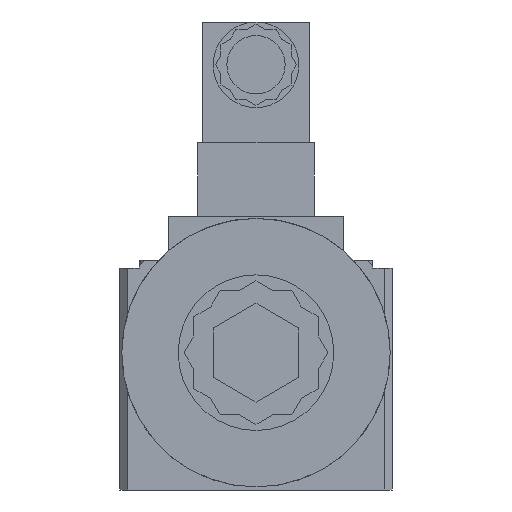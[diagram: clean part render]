
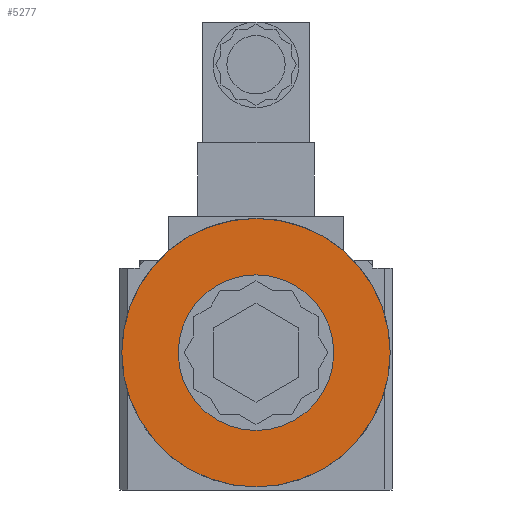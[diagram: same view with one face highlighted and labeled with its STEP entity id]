
A CAD part, left-side view. The second image highlights one B-rep face of the part: STEP entity #5277.
In plain terms, the highlighted planar face has unit normal (-1, 0, 0).
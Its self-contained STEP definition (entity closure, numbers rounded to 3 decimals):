
#366 = ORIENTED_EDGE ( 'NONE', *, *, #14564, .F. ) ;
#2785 = CARTESIAN_POINT ( 'NONE',  ( -116.6, 0., 5.8 ) ) ;
#2874 = EDGE_LOOP ( 'NONE', ( #7541, #366 ) ) ;
#3546 = FACE_BOUND ( 'NONE', #2874, .T. ) ;
#3702 = FACE_OUTER_BOUND ( 'NONE', #13178, .T. ) ;
#5045 = EDGE_CURVE ( 'NONE', #21530, #10750, #17967, .T. ) ;
#5173 = DIRECTION ( 'NONE',  ( -1., 0., 0. ) ) ;
#5277 = ADVANCED_FACE ( 'NONE', ( #3702, #3546 ), #10308, .T. ) ;
#6780 = DIRECTION ( 'NONE',  ( 0., 0., 1. ) ) ;
#7525 = VERTEX_POINT ( 'NONE', #7533 ) ;
#7533 = CARTESIAN_POINT ( 'NONE',  ( -116.6, 0., -28.7 ) ) ;
#7541 = ORIENTED_EDGE ( 'NONE', *, *, #5045, .F. ) ;
#8235 = AXIS2_PLACEMENT_3D ( 'NONE', #11913, #5173, #14127 ) ;
#8756 = CIRCLE ( 'NONE', #20053, 34.5 ) ;
#9530 = DIRECTION ( 'NONE',  ( -1., 0., 0. ) ) ;
#10308 = PLANE ( 'NONE',  #14152 ) ;
#10579 = DIRECTION ( 'NONE',  ( 0., 1., 0. ) ) ;
#10750 = VERTEX_POINT ( 'NONE', #17045 ) ;
#11738 = EDGE_CURVE ( 'NONE', #7525, #28963, #28284, .T. ) ;
#11913 = CARTESIAN_POINT ( 'NONE',  ( -116.6, 0., 5.8 ) ) ;
#13178 = EDGE_LOOP ( 'NONE', ( #16996, #18126 ) ) ;
#13691 = AXIS2_PLACEMENT_3D ( 'NONE', #17670, #16062, #6780 ) ;
#14127 = DIRECTION ( 'NONE',  ( 0., 0., 1. ) ) ;
#14152 = AXIS2_PLACEMENT_3D ( 'NONE', #21770, #21638, #10579 ) ;
#14564 = EDGE_CURVE ( 'NONE', #10750, #21530, #20945, .T. ) ;
#15457 = DIRECTION ( 'NONE',  ( -1., 0., 0. ) ) ;
#15473 = DIRECTION ( 'NONE',  ( 0., 1., 0. ) ) ;
#16062 = DIRECTION ( 'NONE',  ( -1., 0., 0. ) ) ;
#16996 = ORIENTED_EDGE ( 'NONE', *, *, #11738, .T. ) ;
#17045 = CARTESIAN_POINT ( 'NONE',  ( -116.6, 0., 25.8 ) ) ;
#17304 = EDGE_CURVE ( 'NONE', #28963, #7525, #8756, .T. ) ;
#17670 = CARTESIAN_POINT ( 'NONE',  ( -116.6, 0., 5.8 ) ) ;
#17967 = CIRCLE ( 'NONE', #13691, 20. ) ;
#18126 = ORIENTED_EDGE ( 'NONE', *, *, #17304, .T. ) ;
#20053 = AXIS2_PLACEMENT_3D ( 'NONE', #26655, #15457, #26368 ) ;
#20147 = CARTESIAN_POINT ( 'NONE',  ( -116.6, 0., 40.3 ) ) ;
#20945 = CIRCLE ( 'NONE', #8235, 20. ) ;
#21174 = CARTESIAN_POINT ( 'NONE',  ( -116.6, 0., -14.2 ) ) ;
#21530 = VERTEX_POINT ( 'NONE', #21174 ) ;
#21638 = DIRECTION ( 'NONE',  ( -1., 0., 0. ) ) ;
#21770 = CARTESIAN_POINT ( 'NONE',  ( -116.6, 0., 5.8 ) ) ;
#24066 = AXIS2_PLACEMENT_3D ( 'NONE', #2785, #9530, #15473 ) ;
#26368 = DIRECTION ( 'NONE',  ( 0., 1., 0. ) ) ;
#26655 = CARTESIAN_POINT ( 'NONE',  ( -116.6, 0., 5.8 ) ) ;
#28284 = CIRCLE ( 'NONE', #24066, 34.5 ) ;
#28963 = VERTEX_POINT ( 'NONE', #20147 ) ;
